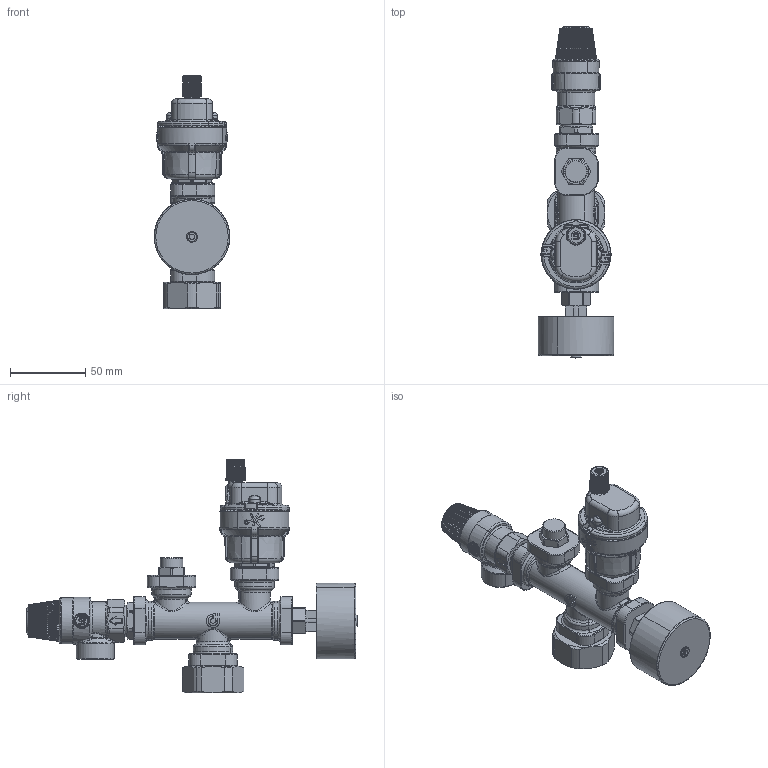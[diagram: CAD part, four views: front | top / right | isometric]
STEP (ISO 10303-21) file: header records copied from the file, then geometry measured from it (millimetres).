
FILE_DESCRIPTION(('CATIA V5 STEP Exchange','CAx-IF Rec.Pracs.--- Model Styling and Organization---1.4--- 2014-01-23','CAx-IF Rec.Pracs.---3D Tessellated Data Validation Properties---0.5---2014-09-14'),'2;1');
FILE_NAME('STEP_305684_-_TST.stp','2020-07-27T15:18:57+00:00',('none'),('none'),'CATIA Version 5-6 Release 2019 SP3','CATIA V5 STEP AP242 v1','none');
FILE_SCHEMA(('AP242_MANAGED_MODEL_BASED_3D_ENGINEERING_MIM_LF {1 0 10303 442 1 1 4}'));
Products named in the file (1): 305684 - TST
Bounding box: 50.01 x 219.9 x 154.73 mm (x, y, z)
Volume: 284242.5 mm3; surface area: 51434.2 mm2
Topology: 1 solids, 3 shells, 2468 faces, 6329 edges, 3829 vertices
Faces by surface type: bspline 679, cylinder 585, plane 563, torus 288, cone 239, sphere 87, extrusion 24, revolution 3
Entity records: 119236 total; most frequent: CARTESIAN_POINT 68607, ORIENTED_EDGE 12444, EDGE_CURVE 6222, DIRECTION 5611, VERTEX_POINT 3829, B_SPLINE_CURVE_WITH_KNOTS 2941, AXIS2_PLACEMENT_3D 2905, EDGE_LOOP 2559
